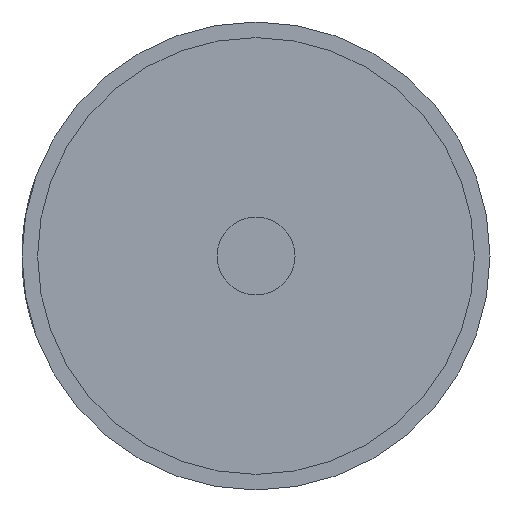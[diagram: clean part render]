
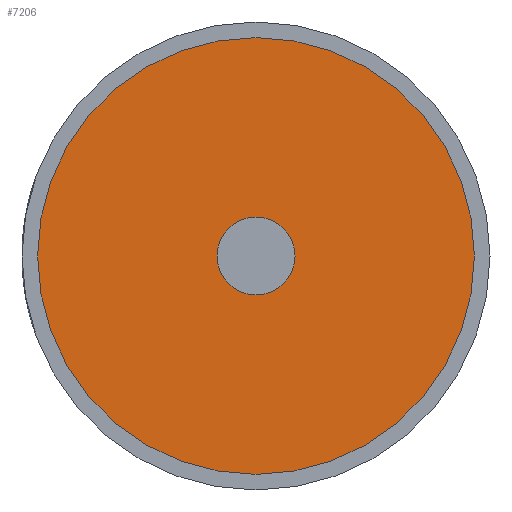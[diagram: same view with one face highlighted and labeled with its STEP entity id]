
A CAD part, left-side view. The second image highlights one B-rep face of the part: STEP entity #7206.
In plain terms, the highlighted planar face has unit normal (-1, 0, 0).
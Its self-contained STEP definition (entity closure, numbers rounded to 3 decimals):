
#501 = CARTESIAN_POINT ( 'NONE',  ( -153.5, -17.93, 0. ) ) ;
#885 = CIRCLE ( 'NONE', #3655, 1. ) ;
#1267 = VERTEX_POINT ( 'NONE', #11664 ) ;
#2163 = VERTEX_POINT ( 'NONE', #501 ) ;
#2650 = DIRECTION ( 'NONE',  ( -1., 0., 0. ) ) ;
#3298 = DIRECTION ( 'NONE',  ( -1., 0., 0. ) ) ;
#3655 = AXIS2_PLACEMENT_3D ( 'NONE', #11722, #3298, #16335 ) ;
#3741 = DIRECTION ( 'NONE',  ( -1., 0., 0. ) ) ;
#4250 = DIRECTION ( 'NONE',  ( 0., -1., 0. ) ) ;
#4361 = AXIS2_PLACEMENT_3D ( 'NONE', #11050, #16087, #4250 ) ;
#5370 = CARTESIAN_POINT ( 'NONE',  ( -153.5, -16.93, 0. ) ) ;
#5397 = AXIS2_PLACEMENT_3D ( 'NONE', #20827, #2650, #12687 ) ;
#6083 = CIRCLE ( 'NONE', #13307, 1. ) ;
#7206 = ADVANCED_FACE ( 'NONE', ( #9201, #7578 ), #7794, .T. ) ;
#7578 = FACE_OUTER_BOUND ( 'NONE', #17754, .T. ) ;
#7794 = PLANE ( 'NONE',  #4361 ) ;
#8300 = CARTESIAN_POINT ( 'NONE',  ( -153.5, -15.93, 0. ) ) ;
#8371 = DIRECTION ( 'NONE',  ( 0., -1., 0. ) ) ;
#9201 = FACE_BOUND ( 'NONE', #19119, .T. ) ;
#9771 = CARTESIAN_POINT ( 'NONE',  ( -153.5, -11.33, 0. ) ) ;
#11050 = CARTESIAN_POINT ( 'NONE',  ( -153.5, -16.93, 0. ) ) ;
#11432 = EDGE_CURVE ( 'NONE', #1267, #11548, #15734, .T. ) ;
#11548 = VERTEX_POINT ( 'NONE', #9771 ) ;
#11664 = CARTESIAN_POINT ( 'NONE',  ( -153.5, -22.53, 0. ) ) ;
#11722 = CARTESIAN_POINT ( 'NONE',  ( -153.5, -16.93, 0. ) ) ;
#11923 = ORIENTED_EDGE ( 'NONE', *, *, #11432, .T. ) ;
#11971 = AXIS2_PLACEMENT_3D ( 'NONE', #5370, #3741, #8371 ) ;
#12687 = DIRECTION ( 'NONE',  ( 0., -1., 0. ) ) ;
#13307 = AXIS2_PLACEMENT_3D ( 'NONE', #14871, #16692, #20114 ) ;
#14295 = ORIENTED_EDGE ( 'NONE', *, *, #21115, .T. ) ;
#14697 = ORIENTED_EDGE ( 'NONE', *, *, #17079, .F. ) ;
#14871 = CARTESIAN_POINT ( 'NONE',  ( -153.5, -16.93, 0. ) ) ;
#15734 = CIRCLE ( 'NONE', #11971, 5.6 ) ;
#16087 = DIRECTION ( 'NONE',  ( -1., 0., 0. ) ) ;
#16335 = DIRECTION ( 'NONE',  ( 0., -1., 0. ) ) ;
#16692 = DIRECTION ( 'NONE',  ( -1., 0., 0. ) ) ;
#16989 = VERTEX_POINT ( 'NONE', #8300 ) ;
#17079 = EDGE_CURVE ( 'NONE', #2163, #16989, #6083, .T. ) ;
#17754 = EDGE_LOOP ( 'NONE', ( #11923, #14295 ) ) ;
#18318 = ORIENTED_EDGE ( 'NONE', *, *, #19056, .F. ) ;
#18433 = CIRCLE ( 'NONE', #5397, 5.6 ) ;
#19056 = EDGE_CURVE ( 'NONE', #16989, #2163, #885, .T. ) ;
#19119 = EDGE_LOOP ( 'NONE', ( #18318, #14697 ) ) ;
#20114 = DIRECTION ( 'NONE',  ( 0., -1., 0. ) ) ;
#20827 = CARTESIAN_POINT ( 'NONE',  ( -153.5, -16.93, 0. ) ) ;
#21115 = EDGE_CURVE ( 'NONE', #11548, #1267, #18433, .T. ) ;
